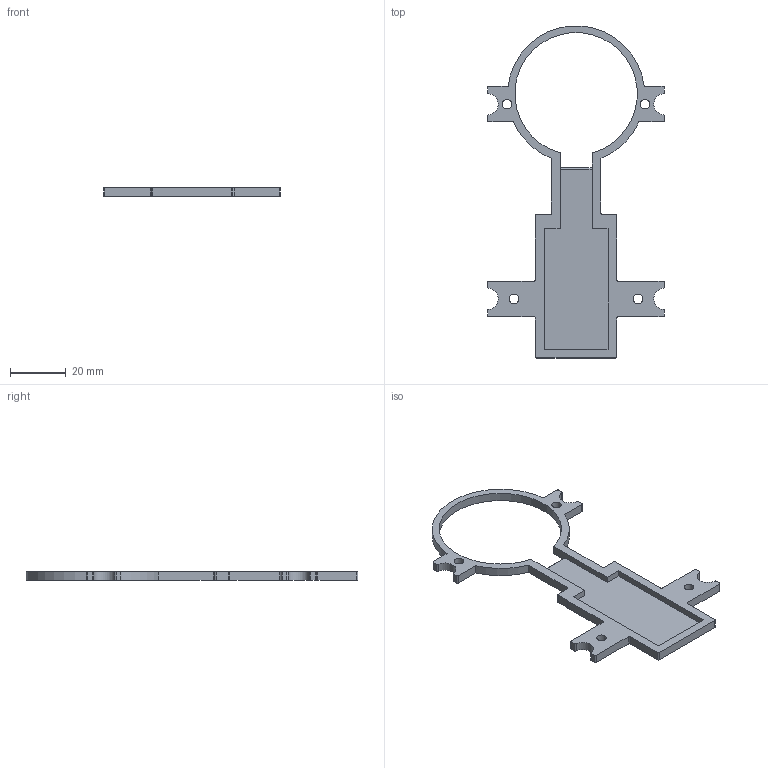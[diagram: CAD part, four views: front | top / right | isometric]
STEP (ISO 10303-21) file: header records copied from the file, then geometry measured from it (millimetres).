
FILE_DESCRIPTION (( 'STEP AP214' ), '1' );
FILE_NAME ('Charge RX.STEP', '2020-05-13T19:04:57', ( '' ), ( '' ), 'SwSTEP 2.0', 'SolidWorks 2018', '' );
FILE_SCHEMA (( 'AUTOMOTIVE_DESIGN' ));
Length unit declared in the file: inch
Products named in the file (2): Charge RX
Bounding box: 63.5 x 119.12 x 3.17 mm (x, y, z)
Volume: 5657.4 mm3; surface area: 7679.9 mm2
Topology: 1 solids, 1 shells, 81 faces, 237 edges, 158 vertices
Faces by surface type: cylinder 41, plane 40
Full cylindrical faces by diameter (mm): 3.454 x4
Entity records: 2768 total; most frequent: DIRECTION 481, CARTESIAN_POINT 474, ORIENTED_EDGE 466, EDGE_CURVE 233, AXIS2_PLACEMENT_3D 165, VERTEX_POINT 158, VECTOR 151, LINE 151
